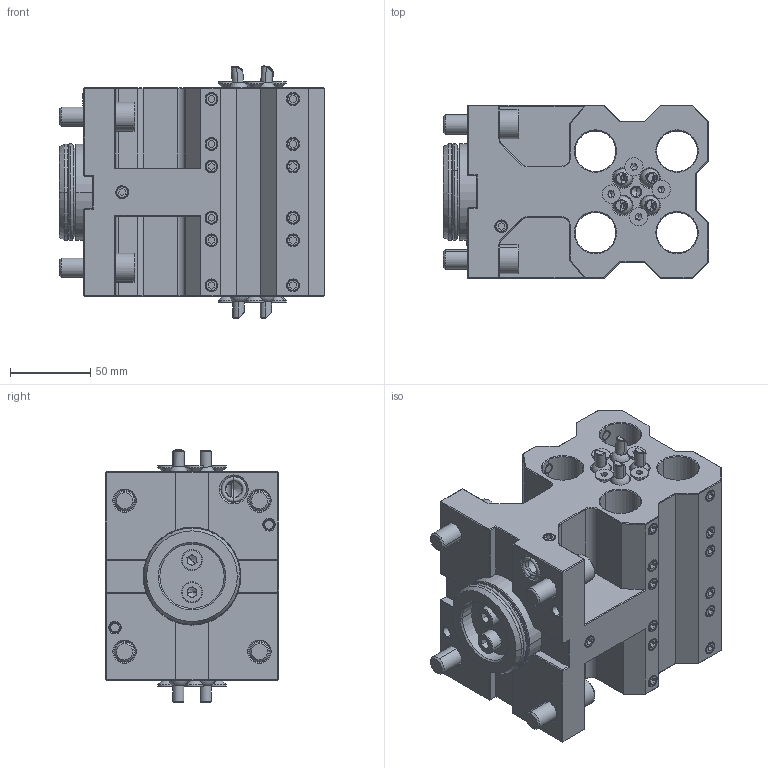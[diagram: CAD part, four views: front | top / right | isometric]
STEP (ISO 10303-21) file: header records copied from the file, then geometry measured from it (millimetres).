
FILE_DESCRIPTION (( 'STEP AP203' ), '1' );
FILE_NAME ('MNL12-BG10Z-MSQ.STEP', '2021-01-29T15:53:28', ( '' ), ( '' ), 'SwSTEP 2.0', 'SolidWorks 2020', '' );
FILE_SCHEMA (( 'CONFIG_CONTROL_DESIGN' ));
Products named in the file (1): MNL12-BG10Z-MSQ
Bounding box: 165 x 108 x 157.02 mm (x, y, z)
Volume: 1424393.3 mm3; surface area: 236864.2 mm2
Topology: 57 solids, 57 shells, 1664 faces, 3748 edges, 2145 vertices
Faces by surface type: plane 697, cone 515, cylinder 386, torus 50, sphere 16
Entity records: 47620 total; most frequent: CARTESIAN_POINT 10841, DIRECTION 7960, ORIENTED_EDGE 7276, EDGE_CURVE 3638, AXIS2_PLACEMENT_3D 2889, LINE 2182, VECTOR 2182, VERTEX_POINT 2129
